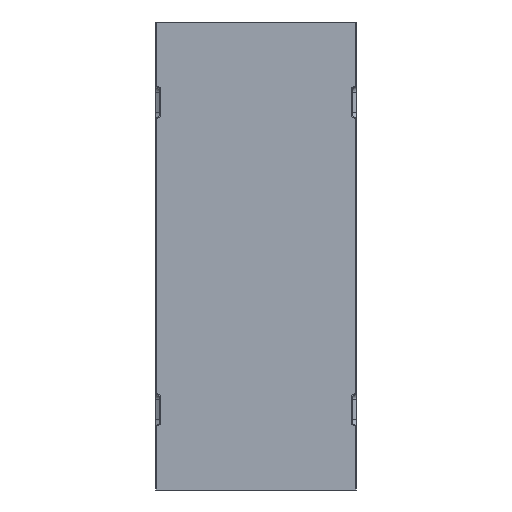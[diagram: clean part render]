
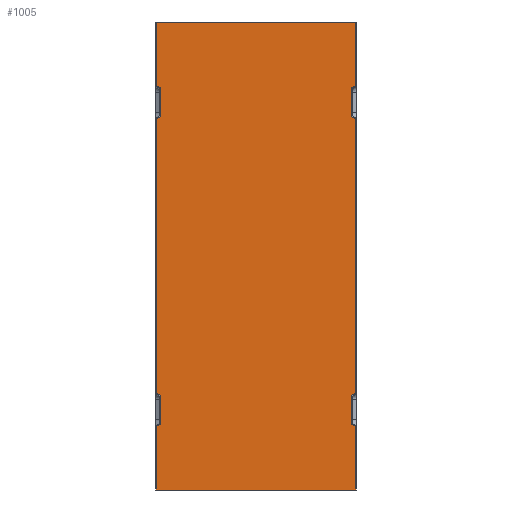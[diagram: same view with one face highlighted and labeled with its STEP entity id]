
A CAD part, front view. The second image highlights one B-rep face of the part: STEP entity #1005.
In plain terms, the highlighted planar face has unit normal (0, -1, 0).
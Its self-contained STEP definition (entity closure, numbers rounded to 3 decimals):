
#36=FACE_OUTER_BOUND('',#86,.T.);
#86=EDGE_LOOP('',(#664,#665,#666,#667,#668,#669,#670,#671));
#186=LINE('',#1502,#298);
#187=LINE('',#1504,#299);
#188=LINE('',#1506,#300);
#189=LINE('',#1508,#301);
#190=LINE('',#1510,#302);
#191=LINE('',#1512,#303);
#192=LINE('',#1514,#304);
#193=LINE('',#1515,#305);
#298=VECTOR('',#1210,10.);
#299=VECTOR('',#1211,10.);
#300=VECTOR('',#1212,10.);
#301=VECTOR('',#1213,10.);
#302=VECTOR('',#1214,10.);
#303=VECTOR('',#1215,10.);
#304=VECTOR('',#1216,10.);
#305=VECTOR('',#1217,10.);
#414=VERTEX_POINT('',#1500);
#415=VERTEX_POINT('',#1501);
#416=VERTEX_POINT('',#1503);
#417=VERTEX_POINT('',#1505);
#418=VERTEX_POINT('',#1507);
#419=VERTEX_POINT('',#1509);
#420=VERTEX_POINT('',#1511);
#421=VERTEX_POINT('',#1513);
#514=EDGE_CURVE('',#414,#415,#186,.T.);
#515=EDGE_CURVE('',#415,#416,#187,.T.);
#516=EDGE_CURVE('',#417,#416,#188,.T.);
#517=EDGE_CURVE('',#417,#418,#189,.T.);
#518=EDGE_CURVE('',#418,#419,#190,.T.);
#519=EDGE_CURVE('',#419,#420,#191,.T.);
#520=EDGE_CURVE('',#421,#420,#192,.T.);
#521=EDGE_CURVE('',#421,#414,#193,.T.);
#664=ORIENTED_EDGE('',*,*,#514,.T.);
#665=ORIENTED_EDGE('',*,*,#515,.T.);
#666=ORIENTED_EDGE('',*,*,#516,.F.);
#667=ORIENTED_EDGE('',*,*,#517,.T.);
#668=ORIENTED_EDGE('',*,*,#518,.T.);
#669=ORIENTED_EDGE('',*,*,#519,.T.);
#670=ORIENTED_EDGE('',*,*,#520,.F.);
#671=ORIENTED_EDGE('',*,*,#521,.T.);
#918=PLANE('',#1086);
#1005=ADVANCED_FACE('',(#36),#918,.F.);
#1086=AXIS2_PLACEMENT_3D('',#1499,#1208,#1209);
#1208=DIRECTION('center_axis',(0.,1.,0.));
#1209=DIRECTION('ref_axis',(0.,0.,1.));
#1210=DIRECTION('',(1.,0.,0.));
#1211=DIRECTION('',(0.,0.,1.));
#1212=DIRECTION('',(1.,0.,0.));
#1213=DIRECTION('',(-1.,0.,0.));
#1214=DIRECTION('',(-1.,0.,0.));
#1215=DIRECTION('',(0.,0.,-1.));
#1216=DIRECTION('',(-1.,0.,0.));
#1217=DIRECTION('',(1.,0.,0.));
#1499=CARTESIAN_POINT('Origin',(-75.,0.,-175.));
#1500=CARTESIAN_POINT('',(-1.1,0.,-350.));
#1501=CARTESIAN_POINT('',(-0.55,0.,-350.));
#1502=CARTESIAN_POINT('',(-37.775,0.,-350.));
#1503=CARTESIAN_POINT('',(-0.55,0.,0.));
#1504=CARTESIAN_POINT('',(-0.55,0.,-175.));
#1505=CARTESIAN_POINT('',(-1.1,0.,0.));
#1506=CARTESIAN_POINT('',(-37.5,0.,0.));
#1507=CARTESIAN_POINT('',(-148.9,0.,0.));
#1508=CARTESIAN_POINT('',(0.,0.,0.));
#1509=CARTESIAN_POINT('',(-149.45,0.,0.));
#1510=CARTESIAN_POINT('',(-37.5,0.,0.));
#1511=CARTESIAN_POINT('',(-149.45,0.,-350.));
#1512=CARTESIAN_POINT('',(-149.45,0.,-175.));
#1513=CARTESIAN_POINT('',(-148.9,0.,-350.));
#1514=CARTESIAN_POINT('',(-37.775,0.,-350.));
#1515=CARTESIAN_POINT('',(-150.,0.,-350.));
